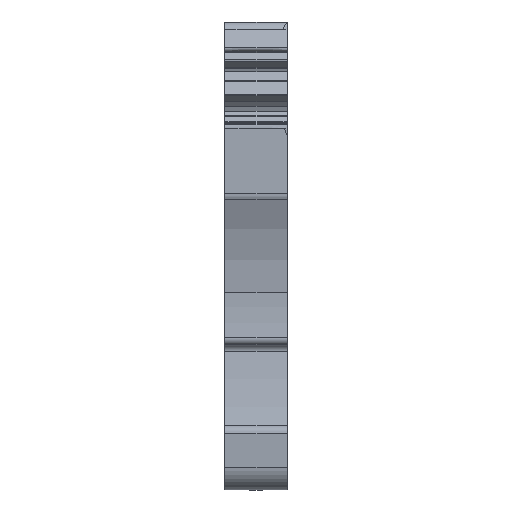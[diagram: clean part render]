
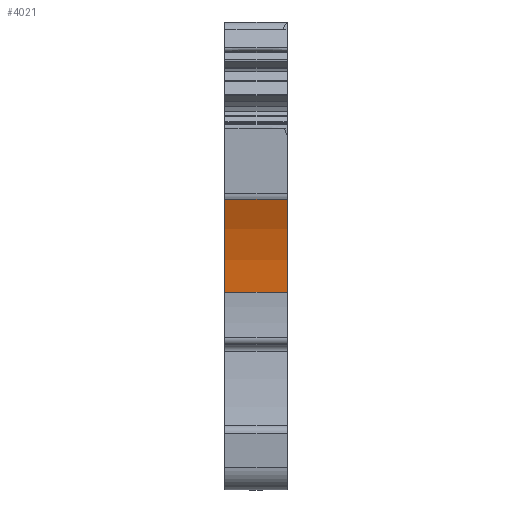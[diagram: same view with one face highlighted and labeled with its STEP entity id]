
A CAD part, front view. The second image highlights one B-rep face of the part: STEP entity #4021.
In plain terms, the highlighted cylindrical face has radius 20 mm (diameter 40 mm), a partial arc.
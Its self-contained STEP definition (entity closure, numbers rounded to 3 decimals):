
#3994=AXIS2_PLACEMENT_3D('Cylinder Axis2P3D',#3991,#3992,#3993) ;
#3998=AXIS2_PLACEMENT_3D('Circle Axis2P3D',#3996,#3997,$) ;
#4012=AXIS2_PLACEMENT_3D('Circle Axis2P3D',#4010,#4011,$) ;
#3969=CARTESIAN_POINT('Vertex',(5.1,1.884,16.2)) ;
#3972=CARTESIAN_POINT('Line Origine',(2.55,1.884,16.2)) ;
#3976=CARTESIAN_POINT('Vertex',(0.,1.884,16.2)) ;
#3991=CARTESIAN_POINT('Axis2P3D Location',(2.55,-18.105,15.54)) ;
#3996=CARTESIAN_POINT('Axis2P3D Location',(5.1,-18.105,15.54)) ;
#4000=CARTESIAN_POINT('Vertex',(5.1,0.09,23.842)) ;
#4003=CARTESIAN_POINT('Line Origine',(2.55,0.09,23.842)) ;
#4007=CARTESIAN_POINT('Vertex',(0.,0.09,23.842)) ;
#4010=CARTESIAN_POINT('Axis2P3D Location',(0.,-18.105,15.54)) ;
#3973=DIRECTION('Vector Direction',(-1.,0.,0.)) ;
#3992=DIRECTION('Axis2P3D Direction',(-1.,0.,0.)) ;
#3993=DIRECTION('Axis2P3D XDirection',(0.,0.91,0.415)) ;
#3997=DIRECTION('Axis2P3D Direction',(-1.,0.,0.)) ;
#4004=DIRECTION('Vector Direction',(-1.,0.,0.)) ;
#4011=DIRECTION('Axis2P3D Direction',(-1.,0.,0.)) ;
#3974=VECTOR('Line Direction',#3973,1.) ;
#4005=VECTOR('Line Direction',#4004,1.) ;
#4016=ORIENTED_EDGE('',*,*,#3978,.T.) ;
#4017=ORIENTED_EDGE('',*,*,#4002,.T.) ;
#4018=ORIENTED_EDGE('',*,*,#4009,.T.) ;
#4019=ORIENTED_EDGE('',*,*,#4014,.F.) ;
#4021=ADVANCED_FACE('KLTR',(#4020),#3995,.F.) ;
#3999=CIRCLE('generated circle',#3998,20.) ;
#4013=CIRCLE('generated circle',#4012,20.) ;
#3995=CYLINDRICAL_SURFACE('generated cylinder',#3994,20.) ;
#3978=EDGE_CURVE('',#3977,#3970,#3975,.F.) ;
#4002=EDGE_CURVE('',#3970,#4001,#3999,.F.) ;
#4009=EDGE_CURVE('',#4001,#4008,#4006,.T.) ;
#4014=EDGE_CURVE('',#3977,#4008,#4013,.F.) ;
#4015=EDGE_LOOP('',(#4016,#4017,#4018,#4019)) ;
#4020=FACE_OUTER_BOUND('',#4015,.T.) ;
#3975=LINE('Line',#3972,#3974) ;
#4006=LINE('Line',#4003,#4005) ;
#3970=VERTEX_POINT('',#3969) ;
#3977=VERTEX_POINT('',#3976) ;
#4001=VERTEX_POINT('',#4000) ;
#4008=VERTEX_POINT('',#4007) ;
